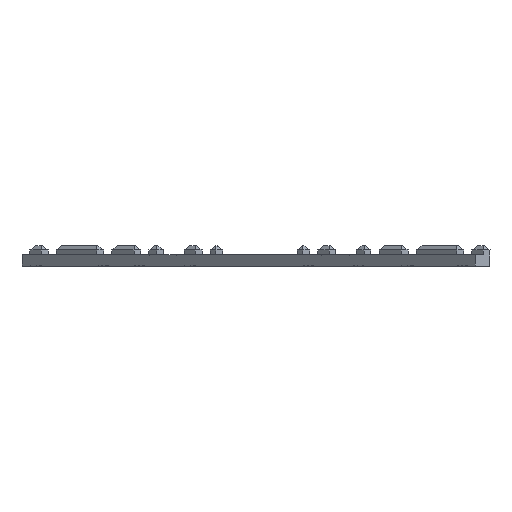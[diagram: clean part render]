
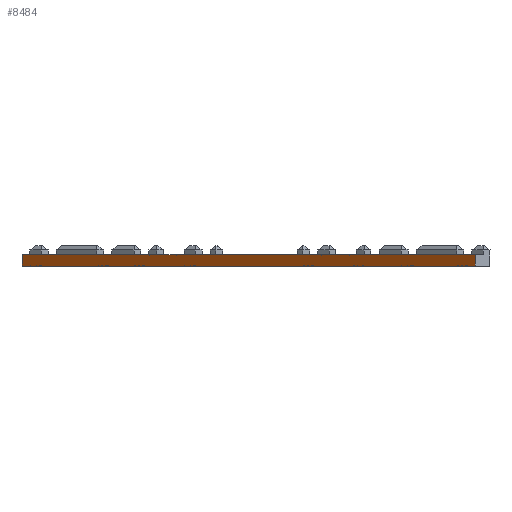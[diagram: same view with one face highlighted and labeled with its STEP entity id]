
A CAD part, front view. The second image highlights one B-rep face of the part: STEP entity #8484.
In plain terms, the highlighted planar face has unit normal (-0.707, -0.707, 0).
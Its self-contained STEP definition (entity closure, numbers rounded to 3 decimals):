
#373 = ORIENTED_EDGE ( 'NONE', *, *, #11199, .T. ) ;
#418 = ORIENTED_EDGE ( 'NONE', *, *, #11366, .T. ) ;
#2625 = LINE ( 'NONE', #14438, #2701 ) ;
#2701 = VECTOR ( 'NONE', #14460, 1000. ) ;
#3039 = FACE_OUTER_BOUND ( 'NONE', #19032, .T. ) ;
#3336 = VECTOR ( 'NONE', #10220, 1000. ) ;
#3338 = LINE ( 'NONE', #10253, #3344 ) ;
#3343 = LINE ( 'NONE', #10207, #3336 ) ;
#3344 = VECTOR ( 'NONE', #10254, 1000. ) ;
#3386 = VECTOR ( 'NONE', #10407, 1000. ) ;
#3394 = LINE ( 'NONE', #10411, #3386 ) ;
#3422 = LINE ( 'NONE', #10445, #3477 ) ;
#3477 = VECTOR ( 'NONE', #10463, 1000. ) ;
#4248 = EDGE_CURVE ( 'NONE', #6029, #6026, #2625, .T. ) ;
#6026 = VERTEX_POINT ( 'NONE', #15962 ) ;
#6029 = VERTEX_POINT ( 'NONE', #15899 ) ;
#6172 = PLANE ( 'NONE',  #12996 ) ;
#6179 = DIRECTION ( 'NONE',  ( 0., 0., -1. ) ) ;
#6180 = CARTESIAN_POINT ( 'NONE',  ( -152.447, -63.146, -5.5 ) ) ;
#6181 = DIRECTION ( 'NONE',  ( 0.707, 0.707, 0. ) ) ;
#7774 = VERTEX_POINT ( 'NONE', #16001 ) ;
#7777 = VERTEX_POINT ( 'NONE', #16007 ) ;
#7788 = VERTEX_POINT ( 'NONE', #16203 ) ;
#7801 = VERTEX_POINT ( 'NONE', #16167 ) ;
#7815 = VERTEX_POINT ( 'NONE', #16165 ) ;
#7821 = VERTEX_POINT ( 'NONE', #16170 ) ;
#8484 = ADVANCED_FACE ( 'NONE', ( #3039 ), #6172, .F. ) ;
#10207 = CARTESIAN_POINT ( 'NONE',  ( -152.447, -63.146, -5.5 ) ) ;
#10220 = DIRECTION ( 'NONE',  ( 0., 0., 1. ) ) ;
#10253 = CARTESIAN_POINT ( 'NONE',  ( -152.447, -63.146, 1.5 ) ) ;
#10254 = DIRECTION ( 'NONE',  ( -0.707, 0.707, 0. ) ) ;
#10407 = DIRECTION ( 'NONE',  ( -0.707, 0.707, 0. ) ) ;
#10411 = CARTESIAN_POINT ( 'NONE',  ( -152.447, -63.146, 1.5 ) ) ;
#10445 = CARTESIAN_POINT ( 'NONE',  ( -152.447, -63.146, 1.5 ) ) ;
#10463 = DIRECTION ( 'NONE',  ( -0.707, 0.707, 0. ) ) ;
#10672 = DIRECTION ( 'NONE',  ( -0.707, 0.707, 0. ) ) ;
#10681 = CARTESIAN_POINT ( 'NONE',  ( -152.447, -63.146, 1.5 ) ) ;
#10823 = CARTESIAN_POINT ( 'NONE',  ( 130.254, -345.847, -5.5 ) ) ;
#10829 = DIRECTION ( 'NONE',  ( -0.707, 0.707, 0. ) ) ;
#10844 = DIRECTION ( 'NONE',  ( 0., 0., 1. ) ) ;
#10845 = CARTESIAN_POINT ( 'NONE',  ( -152.447, -63.146, 1.5 ) ) ;
#11062 = EDGE_CURVE ( 'NONE', #6026, #7821, #3343, .T. ) ;
#11079 = EDGE_CURVE ( 'NONE', #7777, #7821, #3338, .T. ) ;
#11165 = EDGE_CURVE ( 'NONE', #7815, #7788, #3394, .T. ) ;
#11199 = EDGE_CURVE ( 'NONE', #7774, #7801, #3422, .T. ) ;
#11366 = EDGE_CURVE ( 'NONE', #7801, #7815, #12791, .T. ) ;
#11469 = EDGE_CURVE ( 'NONE', #6029, #7774, #13094, .T. ) ;
#11472 = EDGE_CURVE ( 'NONE', #7788, #7777, #13130, .T. ) ;
#12791 = LINE ( 'NONE', #10681, #13017 ) ;
#12996 = AXIS2_PLACEMENT_3D ( 'NONE', #6180, #6181, #6179 ) ;
#13017 = VECTOR ( 'NONE', #10672, 1000. ) ;
#13094 = LINE ( 'NONE', #10823, #13123 ) ;
#13098 = VECTOR ( 'NONE', #10829, 1000. ) ;
#13123 = VECTOR ( 'NONE', #10844, 1000. ) ;
#13130 = LINE ( 'NONE', #10845, #13098 ) ;
#14438 = CARTESIAN_POINT ( 'NONE',  ( -152.447, -63.146, -5.5 ) ) ;
#14460 = DIRECTION ( 'NONE',  ( -0.707, 0.707, 0. ) ) ;
#15899 = CARTESIAN_POINT ( 'NONE',  ( 130.254, -345.847, -5.5 ) ) ;
#15962 = CARTESIAN_POINT ( 'NONE',  ( -152.447, -63.146, -5.5 ) ) ;
#16001 = CARTESIAN_POINT ( 'NONE',  ( 130.254, -345.847, 1.5 ) ) ;
#16007 = CARTESIAN_POINT ( 'NONE',  ( -73.392, -142.2, 1.5 ) ) ;
#16165 = CARTESIAN_POINT ( 'NONE',  ( 34.159, -249.751, 1.5 ) ) ;
#16167 = CARTESIAN_POINT ( 'NONE',  ( 51.2, -266.792, 1.5 ) ) ;
#16170 = CARTESIAN_POINT ( 'NONE',  ( -152.447, -63.146, 1.5 ) ) ;
#16203 = CARTESIAN_POINT ( 'NONE',  ( -56.351, -159.241, 1.5 ) ) ;
#18880 = ORIENTED_EDGE ( 'NONE', *, *, #11079, .T. ) ;
#18888 = ORIENTED_EDGE ( 'NONE', *, *, #11062, .F. ) ;
#18894 = ORIENTED_EDGE ( 'NONE', *, *, #4248, .F. ) ;
#18898 = ORIENTED_EDGE ( 'NONE', *, *, #11472, .T. ) ;
#18909 = ORIENTED_EDGE ( 'NONE', *, *, #11469, .T. ) ;
#18910 = ORIENTED_EDGE ( 'NONE', *, *, #11165, .T. ) ;
#19032 = EDGE_LOOP ( 'NONE', ( #373, #418, #18910, #18898, #18880, #18888, #18894, #18909 ) ) ;
